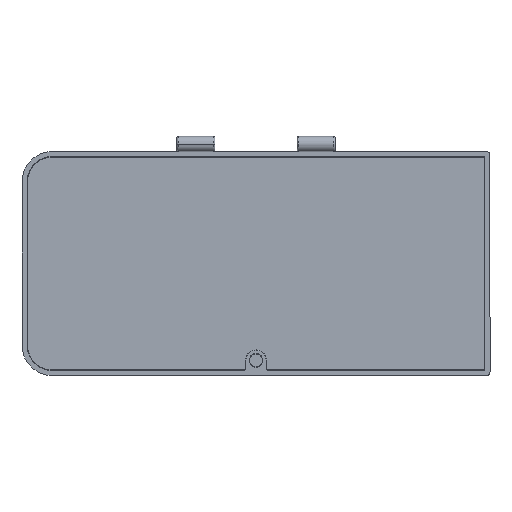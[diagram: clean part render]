
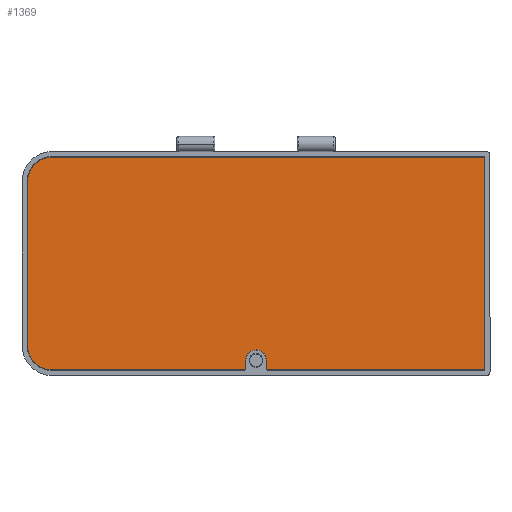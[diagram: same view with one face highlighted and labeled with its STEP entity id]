
A CAD part, top view. The second image highlights one B-rep face of the part: STEP entity #1369.
In plain terms, the highlighted planar face has unit normal (0, 0, 1).
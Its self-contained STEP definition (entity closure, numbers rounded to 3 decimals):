
#36 = DIRECTION ( 'NONE',  ( 0., 0., 1. ) ) ;
#56 = VERTEX_POINT ( 'NONE', #199 ) ;
#64 = CARTESIAN_POINT ( 'NONE',  ( -4.2, -41.5, 2.5 ) ) ;
#78 = DIRECTION ( 'NONE',  ( 1., 0., 0. ) ) ;
#108 = CIRCLE ( 'NONE', #2385, 9.8 ) ;
#119 = CARTESIAN_POINT ( 'NONE',  ( -90.8, 32.5, 2.5 ) ) ;
#140 = VECTOR ( 'NONE', #375, 1000. ) ;
#145 = VERTEX_POINT ( 'NONE', #1224 ) ;
#147 = CARTESIAN_POINT ( 'NONE',  ( 4.2, 0., 2.5 ) ) ;
#148 = CARTESIAN_POINT ( 'NONE',  ( -5., -42.3, 2.5 ) ) ;
#199 = CARTESIAN_POINT ( 'NONE',  ( 91., 42.3, 2.5 ) ) ;
#202 = EDGE_LOOP ( 'NONE', ( #2198, #1200, #1582, #1281, #934, #2059, #497, #845, #486, #1313, #519, #292 ) ) ;
#218 = VECTOR ( 'NONE', #585, 1000. ) ;
#273 = LINE ( 'NONE', #1039, #1775 ) ;
#292 = ORIENTED_EDGE ( 'NONE', *, *, #1449, .T. ) ;
#298 = CARTESIAN_POINT ( 'NONE',  ( -90.8, 0., 2.5 ) ) ;
#303 = EDGE_CURVE ( 'NONE', #860, #1649, #2212, .T. ) ;
#364 = FACE_OUTER_BOUND ( 'NONE', #202, .T. ) ;
#375 = DIRECTION ( 'NONE',  ( -1., 0., 0. ) ) ;
#399 = DIRECTION ( 'NONE',  ( 1., 0., 0. ) ) ;
#409 = DIRECTION ( 'NONE',  ( 1., 0., 0. ) ) ;
#428 = CIRCLE ( 'NONE', #1538, 0.8 ) ;
#437 = VECTOR ( 'NONE', #1947, 1000. ) ;
#466 = VECTOR ( 'NONE', #1256, 1000. ) ;
#483 = DIRECTION ( 'NONE',  ( 0., -1., 0. ) ) ;
#486 = ORIENTED_EDGE ( 'NONE', *, *, #780, .T. ) ;
#497 = ORIENTED_EDGE ( 'NONE', *, *, #1262, .T. ) ;
#500 = VERTEX_POINT ( 'NONE', #2273 ) ;
#519 = ORIENTED_EDGE ( 'NONE', *, *, #2104, .T. ) ;
#520 = EDGE_CURVE ( 'NONE', #56, #145, #1708, .T. ) ;
#536 = DIRECTION ( 'NONE',  ( 0., -1., 0. ) ) ;
#546 = AXIS2_PLACEMENT_3D ( 'NONE', #932, #36, #409 ) ;
#552 = DIRECTION ( 'NONE',  ( 0., 0., 1. ) ) ;
#585 = DIRECTION ( 'NONE',  ( 0., 1., 0. ) ) ;
#615 = EDGE_CURVE ( 'NONE', #2144, #56, #273, .T. ) ;
#638 = CARTESIAN_POINT ( 'NONE',  ( -81., 32.5, 2.5 ) ) ;
#645 = CARTESIAN_POINT ( 'NONE',  ( -81., -32.5, 2.5 ) ) ;
#677 = DIRECTION ( 'NONE',  ( 0., 0., 1. ) ) ;
#680 = EDGE_CURVE ( 'NONE', #1214, #2439, #1142, .T. ) ;
#702 = CARTESIAN_POINT ( 'NONE',  ( 0., 0., 2.5 ) ) ;
#727 = CARTESIAN_POINT ( 'NONE',  ( 4.2, -41.5, 2.5 ) ) ;
#737 = PLANE ( 'NONE',  #1383 ) ;
#760 = EDGE_CURVE ( 'NONE', #1470, #500, #428, .T. ) ;
#780 = EDGE_CURVE ( 'NONE', #1649, #1214, #1620, .T. ) ;
#789 = VECTOR ( 'NONE', #483, 1000. ) ;
#802 = LINE ( 'NONE', #1557, #437 ) ;
#845 = ORIENTED_EDGE ( 'NONE', *, *, #303, .T. ) ;
#857 = DIRECTION ( 'NONE',  ( 1., 0., 0. ) ) ;
#860 = VERTEX_POINT ( 'NONE', #1020 ) ;
#895 = DIRECTION ( 'NONE',  ( 1., 0., 0. ) ) ;
#932 = CARTESIAN_POINT ( 'NONE',  ( -5., -41.5, 2.5 ) ) ;
#934 = ORIENTED_EDGE ( 'NONE', *, *, #2125, .T. ) ;
#995 = CIRCLE ( 'NONE', #2458, 4.2 ) ;
#1020 = CARTESIAN_POINT ( 'NONE',  ( -81., -42.3, 2.5 ) ) ;
#1036 = CARTESIAN_POINT ( 'NONE',  ( 4.2, -38.5, 2.5 ) ) ;
#1039 = CARTESIAN_POINT ( 'NONE',  ( 91., 0., 2.5 ) ) ;
#1142 = LINE ( 'NONE', #2116, #218 ) ;
#1151 = CARTESIAN_POINT ( 'NONE',  ( 0., 42.3, 2.5 ) ) ;
#1200 = ORIENTED_EDGE ( 'NONE', *, *, #1968, .T. ) ;
#1213 = CARTESIAN_POINT ( 'NONE',  ( 91., -42.3, 2.5 ) ) ;
#1214 = VERTEX_POINT ( 'NONE', #64 ) ;
#1224 = CARTESIAN_POINT ( 'NONE',  ( -81., 42.3, 2.5 ) ) ;
#1256 = DIRECTION ( 'NONE',  ( 1., 0., 0. ) ) ;
#1262 = EDGE_CURVE ( 'NONE', #1395, #860, #1340, .T. ) ;
#1270 = EDGE_CURVE ( 'NONE', #2228, #1395, #1808, .T. ) ;
#1271 = CARTESIAN_POINT ( 'NONE',  ( -90.8, -32.5, 2.5 ) ) ;
#1281 = ORIENTED_EDGE ( 'NONE', *, *, #520, .T. ) ;
#1313 = ORIENTED_EDGE ( 'NONE', *, *, #680, .T. ) ;
#1340 = CIRCLE ( 'NONE', #2415, 9.8 ) ;
#1351 = CARTESIAN_POINT ( 'NONE',  ( 5., -41.5, 2.5 ) ) ;
#1369 = ADVANCED_FACE ( 'NONE', ( #364 ), #737, .T. ) ;
#1376 = DIRECTION ( 'NONE',  ( 0., 0., -1. ) ) ;
#1383 = AXIS2_PLACEMENT_3D ( 'NONE', #702, #552, #895 ) ;
#1395 = VERTEX_POINT ( 'NONE', #1271 ) ;
#1429 = CARTESIAN_POINT ( 'NONE',  ( 0., -38.5, 2.5 ) ) ;
#1449 = EDGE_CURVE ( 'NONE', #1685, #1470, #1857, .T. ) ;
#1470 = VERTEX_POINT ( 'NONE', #727 ) ;
#1538 = AXIS2_PLACEMENT_3D ( 'NONE', #1351, #2459, #399 ) ;
#1557 = CARTESIAN_POINT ( 'NONE',  ( 91., -42.3, 2.5 ) ) ;
#1582 = ORIENTED_EDGE ( 'NONE', *, *, #615, .T. ) ;
#1620 = CIRCLE ( 'NONE', #546, 0.8 ) ;
#1649 = VERTEX_POINT ( 'NONE', #2391 ) ;
#1685 = VERTEX_POINT ( 'NONE', #1036 ) ;
#1708 = LINE ( 'NONE', #1151, #140 ) ;
#1775 = VECTOR ( 'NONE', #1797, 1000. ) ;
#1797 = DIRECTION ( 'NONE',  ( 0., 1., 0. ) ) ;
#1808 = LINE ( 'NONE', #298, #789 ) ;
#1857 = LINE ( 'NONE', #147, #2419 ) ;
#1947 = DIRECTION ( 'NONE',  ( 1., 0., 0. ) ) ;
#1968 = EDGE_CURVE ( 'NONE', #500, #2144, #802, .T. ) ;
#2059 = ORIENTED_EDGE ( 'NONE', *, *, #1270, .T. ) ;
#2104 = EDGE_CURVE ( 'NONE', #2439, #1685, #995, .T. ) ;
#2116 = CARTESIAN_POINT ( 'NONE',  ( -4.2, -38.5, 2.5 ) ) ;
#2125 = EDGE_CURVE ( 'NONE', #145, #2228, #108, .T. ) ;
#2126 = CARTESIAN_POINT ( 'NONE',  ( -4.2, -38.5, 2.5 ) ) ;
#2143 = DIRECTION ( 'NONE',  ( 1., 0., 0. ) ) ;
#2144 = VERTEX_POINT ( 'NONE', #1213 ) ;
#2173 = DIRECTION ( 'NONE',  ( 0., 0., 1. ) ) ;
#2198 = ORIENTED_EDGE ( 'NONE', *, *, #760, .T. ) ;
#2212 = LINE ( 'NONE', #148, #466 ) ;
#2228 = VERTEX_POINT ( 'NONE', #119 ) ;
#2273 = CARTESIAN_POINT ( 'NONE',  ( 5., -42.3, 2.5 ) ) ;
#2385 = AXIS2_PLACEMENT_3D ( 'NONE', #638, #677, #857 ) ;
#2391 = CARTESIAN_POINT ( 'NONE',  ( -5., -42.3, 2.5 ) ) ;
#2415 = AXIS2_PLACEMENT_3D ( 'NONE', #645, #2173, #78 ) ;
#2419 = VECTOR ( 'NONE', #536, 1000. ) ;
#2439 = VERTEX_POINT ( 'NONE', #2126 ) ;
#2458 = AXIS2_PLACEMENT_3D ( 'NONE', #1429, #1376, #2143 ) ;
#2459 = DIRECTION ( 'NONE',  ( 0., 0., 1. ) ) ;
